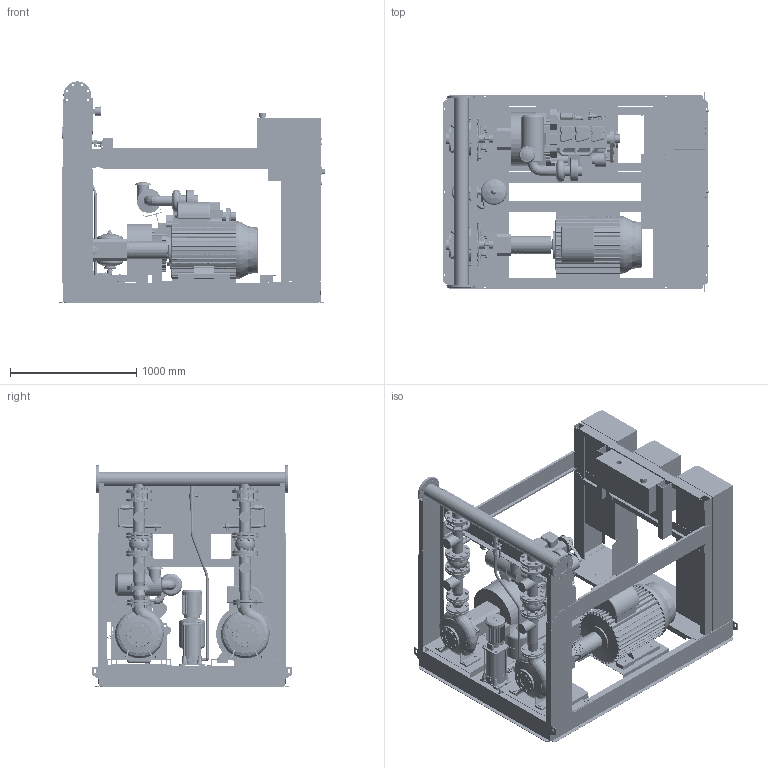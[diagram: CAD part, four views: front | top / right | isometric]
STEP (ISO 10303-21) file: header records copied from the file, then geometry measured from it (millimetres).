
FILE_DESCRIPTION((''),'2;1');
FILE_NAME('3d_Sifire-EN-65_250-252-45_47.7_1.1EDJ-4184031.stp','2015-05-26T08:10:48',(''),(''),'Mechanical Desktop 2009','Mechanical Desktop 2009',', , ');
FILE_SCHEMA(('CONFIG_CONTROL_DESIGN'));
Length unit declared in the file: millimetre
Products named in the file (1): Product
Bounding box: 2105.5 x 1582 x 1750 mm (x, y, z)
Volume: 677769772.4 mm3; surface area: 42946313.8 mm2
Topology: 318 solids, 319 shells, 7851 faces, 18965 edges, 11961 vertices
Faces by surface type: plane 2868, bspline 2238, cylinder 1639, cone 880, torus 189, sphere 37
Entity records: 252465 total; most frequent: CARTESIAN_POINT 79445, ORIENTED_EDGE 37854, DIRECTION 33300, EDGE_CURVE 18927, VERTEX_POINT 11958, AXIS2_PLACEMENT_3D 11733, VECTOR 9834, LINE 9834
